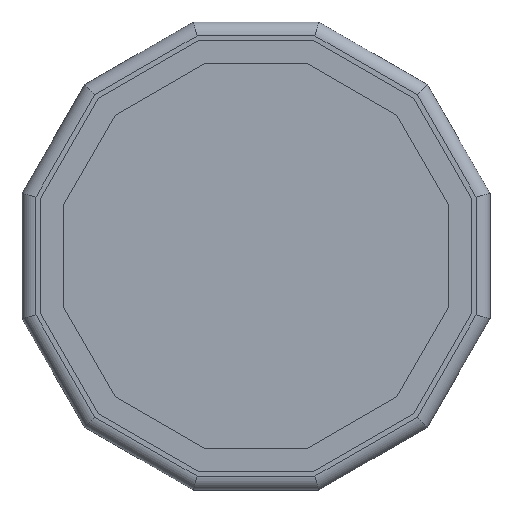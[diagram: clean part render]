
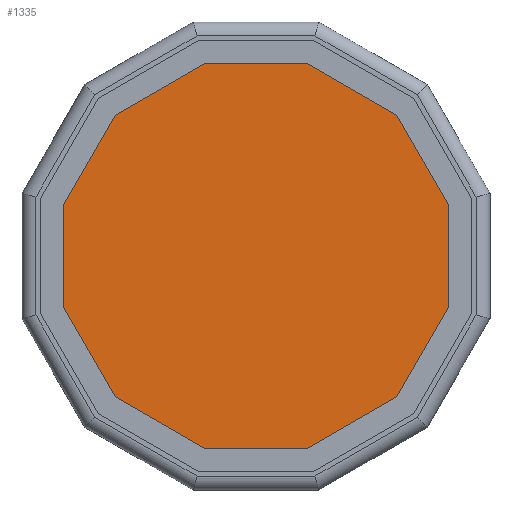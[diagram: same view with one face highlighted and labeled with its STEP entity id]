
A CAD part, front view. The second image highlights one B-rep face of the part: STEP entity #1335.
In plain terms, the highlighted planar face has unit normal (0, -1, 0).
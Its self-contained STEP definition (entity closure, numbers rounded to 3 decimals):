
#61=PLANE('',#1444);
#115=FACE_OUTER_BOUND('',#201,.T.);
#201=EDGE_LOOP('',(#973,#974,#975,#976,#977,#978,#979,#980,#981,#982,#983,
#984));
#297=LINE('',#1992,#457);
#298=LINE('',#1994,#458);
#299=LINE('',#1996,#459);
#300=LINE('',#1998,#460);
#301=LINE('',#2000,#461);
#302=LINE('',#2002,#462);
#303=LINE('',#2004,#463);
#304=LINE('',#2006,#464);
#305=LINE('',#2008,#465);
#306=LINE('',#2010,#466);
#307=LINE('',#2012,#467);
#308=LINE('',#2013,#468);
#457=VECTOR('',#1608,10.);
#458=VECTOR('',#1609,10.);
#459=VECTOR('',#1610,10.);
#460=VECTOR('',#1611,10.);
#461=VECTOR('',#1612,10.);
#462=VECTOR('',#1613,10.);
#463=VECTOR('',#1614,10.);
#464=VECTOR('',#1615,10.);
#465=VECTOR('',#1616,10.);
#466=VECTOR('',#1617,10.);
#467=VECTOR('',#1618,10.);
#468=VECTOR('',#1619,10.);
#621=VERTEX_POINT('',#1990);
#622=VERTEX_POINT('',#1991);
#623=VERTEX_POINT('',#1993);
#624=VERTEX_POINT('',#1995);
#625=VERTEX_POINT('',#1997);
#626=VERTEX_POINT('',#1999);
#627=VERTEX_POINT('',#2001);
#628=VERTEX_POINT('',#2003);
#629=VERTEX_POINT('',#2005);
#630=VERTEX_POINT('',#2007);
#631=VERTEX_POINT('',#2009);
#632=VERTEX_POINT('',#2011);
#753=EDGE_CURVE('',#621,#622,#297,.T.);
#754=EDGE_CURVE('',#623,#621,#298,.T.);
#755=EDGE_CURVE('',#624,#623,#299,.T.);
#756=EDGE_CURVE('',#625,#624,#300,.T.);
#757=EDGE_CURVE('',#626,#625,#301,.T.);
#758=EDGE_CURVE('',#627,#626,#302,.T.);
#759=EDGE_CURVE('',#628,#627,#303,.T.);
#760=EDGE_CURVE('',#629,#628,#304,.T.);
#761=EDGE_CURVE('',#630,#629,#305,.T.);
#762=EDGE_CURVE('',#631,#630,#306,.T.);
#763=EDGE_CURVE('',#632,#631,#307,.T.);
#764=EDGE_CURVE('',#622,#632,#308,.T.);
#973=ORIENTED_EDGE('',*,*,#753,.F.);
#974=ORIENTED_EDGE('',*,*,#754,.F.);
#975=ORIENTED_EDGE('',*,*,#755,.F.);
#976=ORIENTED_EDGE('',*,*,#756,.F.);
#977=ORIENTED_EDGE('',*,*,#757,.F.);
#978=ORIENTED_EDGE('',*,*,#758,.F.);
#979=ORIENTED_EDGE('',*,*,#759,.F.);
#980=ORIENTED_EDGE('',*,*,#760,.F.);
#981=ORIENTED_EDGE('',*,*,#761,.F.);
#982=ORIENTED_EDGE('',*,*,#762,.F.);
#983=ORIENTED_EDGE('',*,*,#763,.F.);
#984=ORIENTED_EDGE('',*,*,#764,.F.);
#1335=ADVANCED_FACE('',(#115),#61,.F.);
#1444=AXIS2_PLACEMENT_3D('',#1989,#1606,#1607);
#1606=DIRECTION('center_axis',(0.,1.,0.));
#1607=DIRECTION('ref_axis',(0.,0.,1.));
#1608=DIRECTION('',(0.866,0.,-0.5));
#1609=DIRECTION('',(1.,0.,0.));
#1610=DIRECTION('',(0.866,0.,0.5));
#1611=DIRECTION('',(0.5,0.,0.866));
#1612=DIRECTION('',(0.,0.,1.));
#1613=DIRECTION('',(-0.5,0.,0.866));
#1614=DIRECTION('',(-0.866,0.,0.5));
#1615=DIRECTION('',(-1.,0.,0.));
#1616=DIRECTION('',(-0.866,0.,-0.5));
#1617=DIRECTION('',(-0.5,0.,-0.866));
#1618=DIRECTION('',(0.,0.,-1.));
#1619=DIRECTION('',(0.5,0.,-0.866));
#1989=CARTESIAN_POINT('Origin',(0.,0.6,0.));
#1990=CARTESIAN_POINT('',(4.458,0.6,16.637));
#1991=CARTESIAN_POINT('',(12.179,0.6,12.179));
#1992=CARTESIAN_POINT('',(10.249,0.6,13.294));
#1993=CARTESIAN_POINT('',(-4.458,0.6,16.637));
#1994=CARTESIAN_POINT('',(2.229,0.6,16.637));
#1995=CARTESIAN_POINT('',(-12.179,0.6,12.179));
#1996=CARTESIAN_POINT('',(-6.388,0.6,15.523));
#1997=CARTESIAN_POINT('',(-16.637,0.6,4.458));
#1998=CARTESIAN_POINT('',(-13.294,0.6,10.249));
#1999=CARTESIAN_POINT('',(-16.637,0.6,-4.458));
#2000=CARTESIAN_POINT('',(-16.637,0.6,2.229));
#2001=CARTESIAN_POINT('',(-12.179,0.6,-12.179));
#2002=CARTESIAN_POINT('',(-15.523,0.6,-6.388));
#2003=CARTESIAN_POINT('',(-4.458,0.6,-16.637));
#2004=CARTESIAN_POINT('',(-10.249,0.6,-13.294));
#2005=CARTESIAN_POINT('',(4.458,0.6,-16.637));
#2006=CARTESIAN_POINT('',(-2.229,0.6,-16.637));
#2007=CARTESIAN_POINT('',(12.179,0.6,-12.179));
#2008=CARTESIAN_POINT('',(6.388,0.6,-15.523));
#2009=CARTESIAN_POINT('',(16.637,0.6,-4.458));
#2010=CARTESIAN_POINT('',(13.294,0.6,-10.249));
#2011=CARTESIAN_POINT('',(16.637,0.6,4.458));
#2012=CARTESIAN_POINT('',(16.637,0.6,-2.229));
#2013=CARTESIAN_POINT('',(15.523,0.6,6.388));
